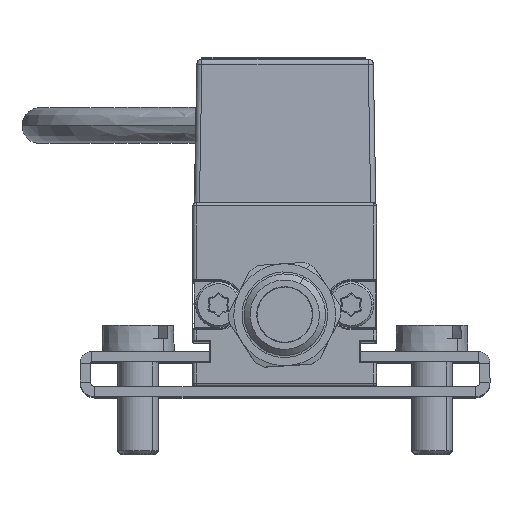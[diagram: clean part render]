
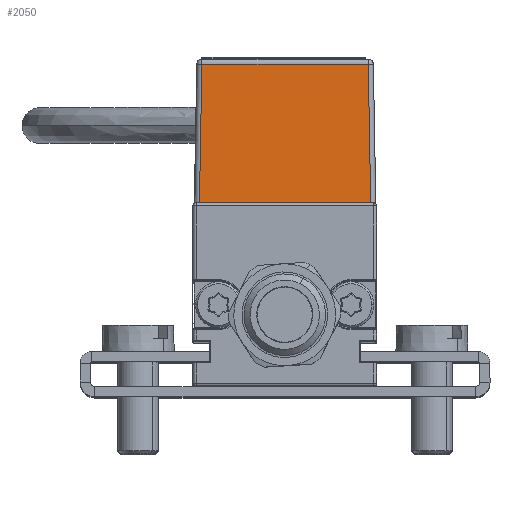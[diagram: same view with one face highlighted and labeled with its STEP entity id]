
A CAD part, top view. The second image highlights one B-rep face of the part: STEP entity #2050.
In plain terms, the highlighted planar face has unit normal (0, 0.018, 1).
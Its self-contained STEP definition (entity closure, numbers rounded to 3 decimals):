
#384 = ORIENTED_EDGE ( 'NONE', *, *, #11401, .T. ) ;
#907 = CARTESIAN_POINT ( 'NONE',  ( -8.366, 17.991, 108.009 ) ) ;
#972 = VERTEX_POINT ( 'NONE', #13435 ) ;
#1180 = VECTOR ( 'NONE', #14107, 1000. ) ;
#2050 = ADVANCED_FACE ( 'NONE', ( #9665 ), #18853, .T. ) ;
#2282 = DIRECTION ( 'NONE',  ( 0., 0.017, 1. ) ) ;
#3659 = LINE ( 'NONE', #22043, #1180 ) ;
#4427 = ORIENTED_EDGE ( 'NONE', *, *, #13995, .T. ) ;
#4526 = ORIENTED_EDGE ( 'NONE', *, *, #5532, .T. ) ;
#4754 = LINE ( 'NONE', #907, #24217 ) ;
#4905 = CARTESIAN_POINT ( 'NONE',  ( 8.426, 18., 108.009 ) ) ;
#5532 = EDGE_CURVE ( 'NONE', #22335, #12406, #4754, .T. ) ;
#6880 = EDGE_LOOP ( 'NONE', ( #384, #14750, #4526, #4427 ) ) ;
#7778 = VECTOR ( 'NONE', #11155, 1000. ) ;
#7821 = DIRECTION ( 'NONE',  ( -0.017, 1., -0.017 ) ) ;
#9665 = FACE_OUTER_BOUND ( 'NONE', #6880, .T. ) ;
#11155 = DIRECTION ( 'NONE',  ( -1., 0., 0. ) ) ;
#11401 = EDGE_CURVE ( 'NONE', #13056, #972, #11716, .T. ) ;
#11716 = LINE ( 'NONE', #13578, #16835 ) ;
#12406 = VERTEX_POINT ( 'NONE', #19582 ) ;
#12930 = LINE ( 'NONE', #12967, #7778 ) ;
#12967 = CARTESIAN_POINT ( 'NONE',  ( -8.868, 31.583, 107.771 ) ) ;
#13056 = VERTEX_POINT ( 'NONE', #4905 ) ;
#13435 = CARTESIAN_POINT ( 'NONE',  ( 8.189, 31.583, 107.771 ) ) ;
#13578 = CARTESIAN_POINT ( 'NONE',  ( 8.421, 18.302, 108.003 ) ) ;
#13602 = EDGE_CURVE ( 'NONE', #972, #22335, #12930, .T. ) ;
#13963 = DIRECTION ( 'NONE',  ( 0., -1., 0.017 ) ) ;
#13995 = EDGE_CURVE ( 'NONE', #12406, #13056, #3659, .T. ) ;
#14107 = DIRECTION ( 'NONE',  ( 1., 0., 0. ) ) ;
#14750 = ORIENTED_EDGE ( 'NONE', *, *, #13602, .T. ) ;
#15580 = CARTESIAN_POINT ( 'NONE',  ( -8.129, 31.583, 107.771 ) ) ;
#15887 = CARTESIAN_POINT ( 'NONE',  ( -8.868, 18., 108.009 ) ) ;
#16835 = VECTOR ( 'NONE', #7821, 1000. ) ;
#18853 = PLANE ( 'NONE',  #19767 ) ;
#19582 = CARTESIAN_POINT ( 'NONE',  ( -8.366, 18., 108.009 ) ) ;
#19767 = AXIS2_PLACEMENT_3D ( 'NONE', #15887, #2282, #13963 ) ;
#20356 = DIRECTION ( 'NONE',  ( -0.017, -1., 0.017 ) ) ;
#22043 = CARTESIAN_POINT ( 'NONE',  ( -8.868, 18., 108.009 ) ) ;
#22335 = VERTEX_POINT ( 'NONE', #15580 ) ;
#24217 = VECTOR ( 'NONE', #20356, 1000. ) ;
